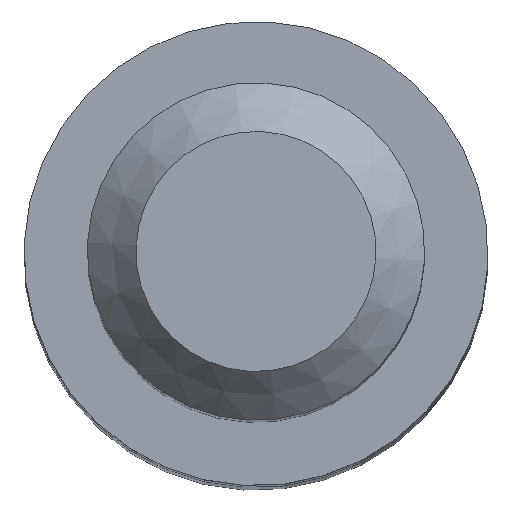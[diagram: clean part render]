
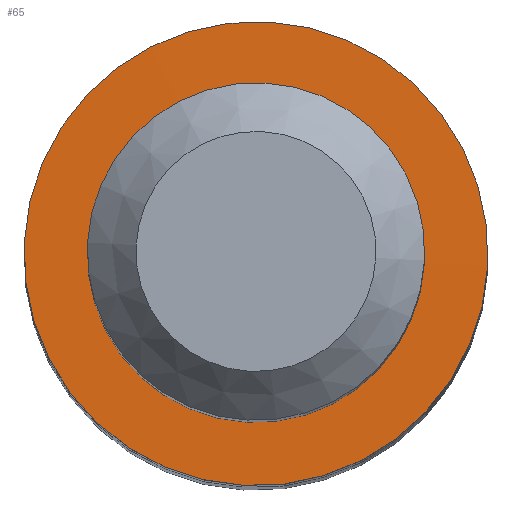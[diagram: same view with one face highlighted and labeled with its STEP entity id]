
A CAD part, top view. The second image highlights one B-rep face of the part: STEP entity #65.
In plain terms, the highlighted conical face has half-angle 89.9 degrees and reference radius 8.73 mm.
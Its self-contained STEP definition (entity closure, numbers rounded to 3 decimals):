
#47=CONICAL_SURFACE('',#169,8.73,89.9);
#55=FACE_BOUND('',#82,.T.);
#56=FACE_BOUND('',#83,.T.);
#65=ADVANCED_FACE('',(#55,#56),#47,.T.);
#82=EDGE_LOOP('',(#96));
#83=EDGE_LOOP('',(#97));
#96=ORIENTED_EDGE('',*,*,#116,.F.);
#97=ORIENTED_EDGE('',*,*,#114,.T.);
#107=VERTEX_POINT('',#237);
#109=VERTEX_POINT('',#242);
#114=EDGE_CURVE('',#107,#107,#121,.T.);
#116=EDGE_CURVE('',#109,#109,#123,.T.);
#121=CIRCLE('',#165,8.73);
#123=CIRCLE('',#168,6.35);
#165=AXIS2_PLACEMENT_3D('',#236,#194,#195);
#168=AXIS2_PLACEMENT_3D('',#241,#200,#201);
#169=AXIS2_PLACEMENT_3D('',#243,#202,#203);
#194=DIRECTION('',(0.,0.,1.));
#195=DIRECTION('',(0.121,-0.993,0.));
#200=DIRECTION('',(0.,0.,1.));
#201=DIRECTION('',(0.121,-0.993,0.));
#202=DIRECTION('',(0.,0.,-1.));
#203=DIRECTION('',(-0.121,0.993,0.));
#236=CARTESIAN_POINT('',(0.,0.,-48.004));
#237=CARTESIAN_POINT('',(1.055,-8.666,-48.004));
#241=CARTESIAN_POINT('',(0.,0.,-48.));
#242=CARTESIAN_POINT('',(0.768,-6.303,-48.));
#243=CARTESIAN_POINT('',(0.,0.,-48.004));
